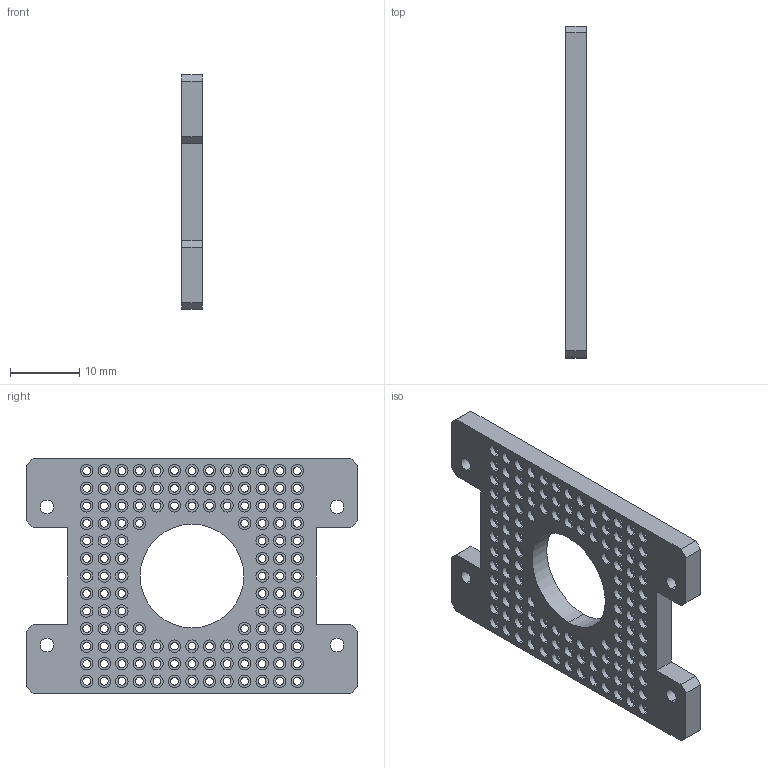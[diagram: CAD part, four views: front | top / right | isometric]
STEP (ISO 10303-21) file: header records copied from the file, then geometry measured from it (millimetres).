
FILE_DESCRIPTION (( 'STEP AP203' ), '1' );
FILE_NAME ('socketBenj_2_avec_lamages.STEP', '2021-06-08T10:21:02', ( '' ), ( '' ), 'SwSTEP 2.0', 'SolidWorks 2013', '' );
FILE_SCHEMA (( 'CONFIG_CONTROL_DESIGN' ));
Length unit declared in the file: millimetre
Products named in the file (1): socketBenj_2_avec_lamages
Bounding box: 3 x 48 x 34 mm (x, y, z)
Volume: 3300.5 mm3; surface area: 4576.2 mm2
Topology: 1 solids, 1 shells, 652 faces, 1578 edges, 1052 vertices
Faces by surface type: cylinder 506, plane 146
Entity records: 20227 total; most frequent: DIRECTION 3896, CARTESIAN_POINT 3283, ORIENTED_EDGE 3156, AXIS2_PLACEMENT_3D 1665, EDGE_CURVE 1578, VERTEX_POINT 1052, EDGE_LOOP 1034, CIRCLE 1012
